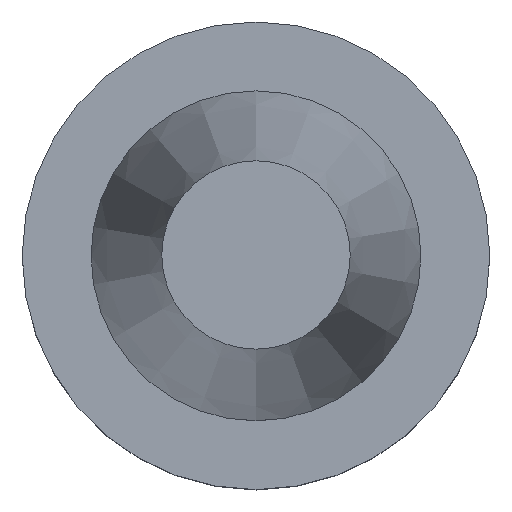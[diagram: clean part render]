
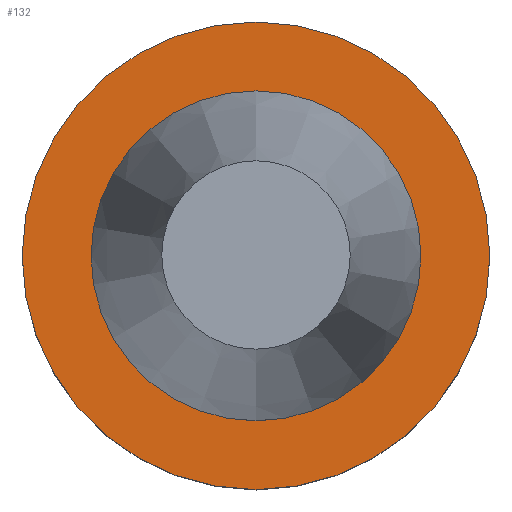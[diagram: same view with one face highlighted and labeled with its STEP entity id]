
A CAD part, top view. The second image highlights one B-rep face of the part: STEP entity #132.
In plain terms, the highlighted planar face has unit normal (0, 0, 1).
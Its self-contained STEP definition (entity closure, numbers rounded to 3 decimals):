
#110=EDGE_CURVE('Unnamed[1]',#254,#254,#255,.T.);
#132=ADVANCED_FACE('Unnamed[1]',(#288,#289),#290,.T.);
#176=EDGE_CURVE('Unnamed[1]',#356,#356,#357,.T.);
#254=VERTEX_POINT('',#443);
#255=CIRCLE('',#444,31.5);
#288=FACE_OUTER_BOUND('',#485,.T.);
#289=FACE_BOUND('',#486,.T.);
#290=PLANE('',#487);
#356=VERTEX_POINT('',#569);
#357=CIRCLE('',#570,22.225);
#443=CARTESIAN_POINT('',(0.,31.5,-1.));
#444=AXIS2_PLACEMENT_3D('',#637,#638,#639);
#485=EDGE_LOOP('',(#676));
#486=EDGE_LOOP('',(#677));
#487=AXIS2_PLACEMENT_3D('',#678,#679,#680);
#569=CARTESIAN_POINT('',(0.,22.225,-1.));
#570=AXIS2_PLACEMENT_3D('',#752,#753,#754);
#637=CARTESIAN_POINT('',(0.,0.,-1.));
#638=DIRECTION('',(0.,0.,-1.0));
#639=DIRECTION('',(0.,1.0,0.));
#676=ORIENTED_EDGE('',*,*,#110,.F.);
#677=ORIENTED_EDGE('',*,*,#176,.T.);
#678=CARTESIAN_POINT('',(0.,26.862,-1.));
#679=DIRECTION('',(0.,0.,1.0));
#680=DIRECTION('',(0.,-1.0,0.));
#752=CARTESIAN_POINT('',(0.,0.,-1.));
#753=DIRECTION('',(0.,0.,-1.0));
#754=DIRECTION('',(0.,1.0,0.));
